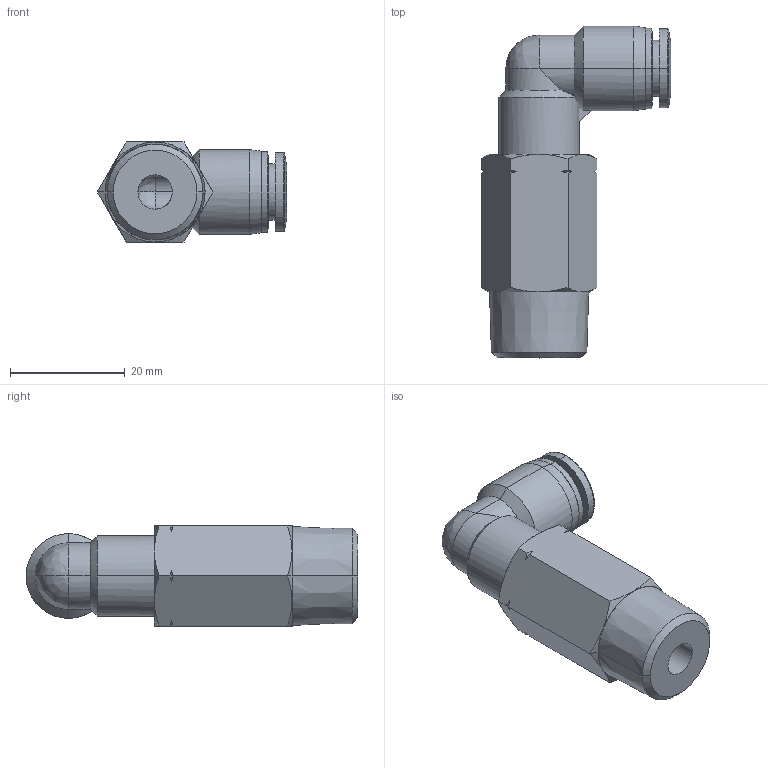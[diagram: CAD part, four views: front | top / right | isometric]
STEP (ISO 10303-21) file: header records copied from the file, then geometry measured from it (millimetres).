
FILE_DESCRIPTION (( 'STEP AP203' ), '1' );
FILE_NAME ('MEL516-38N.step', '2016-02-15T20:01:12', ( '' ), ( '' ), 'SwSTEP 2.0', 'SolidWorks 2015', '' );
FILE_SCHEMA (( 'CONFIG_CONTROL_DESIGN' ));
Length unit declared in the file: inch
Products named in the file (1): MEL516-38N
Bounding box: 33.03 x 57.9 x 17.46 mm (x, y, z)
Volume: 11649.2 mm3; surface area: 5689.6 mm2
Topology: 1 solids, 1 shells, 89 faces, 210 edges, 124 vertices
Faces by surface type: cone 44, cylinder 21, plane 16, bspline 8
Entity records: 2793 total; most frequent: CARTESIAN_POINT 787, ORIENTED_EDGE 412, DIRECTION 395, EDGE_CURVE 206, AXIS2_PLACEMENT_3D 170, VERTEX_POINT 124, EDGE_LOOP 96, FACE_OUTER_BOUND 89
